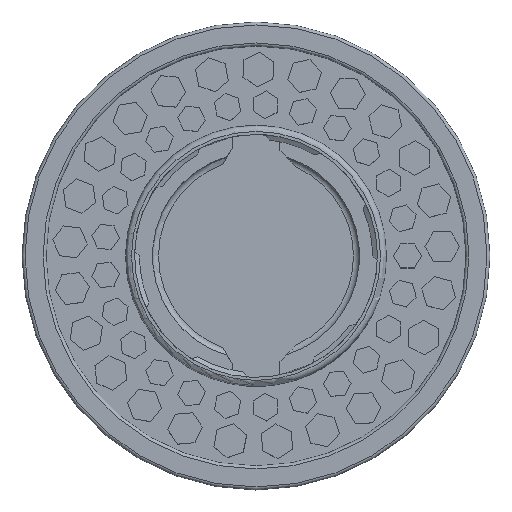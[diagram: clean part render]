
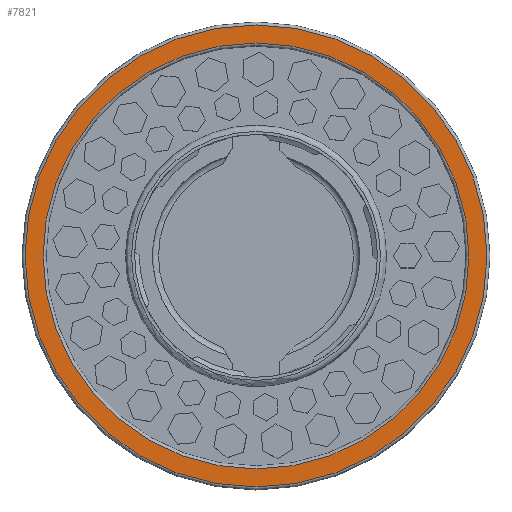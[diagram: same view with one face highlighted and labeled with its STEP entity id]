
A CAD part, top view. The second image highlights one B-rep face of the part: STEP entity #7821.
In plain terms, the highlighted planar face has unit normal (0, 0, 1).
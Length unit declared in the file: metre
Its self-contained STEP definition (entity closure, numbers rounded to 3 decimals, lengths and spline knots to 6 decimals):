
#35=CIRCLE('',#8262,0.077);
#36=CIRCLE('',#8263,0.071);
#4036=ORIENTED_EDGE('',*,*,#5232,.T.);
#4037=ORIENTED_EDGE('',*,*,#5233,.T.);
#5232=EDGE_CURVE('',#5993,#5993,#35,.T.);
#5233=EDGE_CURVE('',#5994,#5994,#36,.F.);
#5993=VERTEX_POINT('',#12591);
#5994=VERTEX_POINT('',#12593);
#6521=EDGE_LOOP('',(#4036));
#6522=EDGE_LOOP('',(#4037));
#7007=FACE_BOUND('',#6521,.T.);
#7008=FACE_BOUND('',#6522,.T.);
#7411=PLANE('',#8261);
#7821=ADVANCED_FACE('',(#7007,#7008),#7411,.T.);
#8261=AXIS2_PLACEMENT_3D('',#12589,#10015,#10016);
#8262=AXIS2_PLACEMENT_3D('',#12590,#10017,#10018);
#8263=AXIS2_PLACEMENT_3D('',#12592,#10019,#10020);
#10015=DIRECTION('',(0.,0.,1.));
#10016=DIRECTION('',(1.,0.,0.));
#10017=DIRECTION('',(0.,0.,1.));
#10018=DIRECTION('',(1.,0.,0.));
#10019=DIRECTION('',(0.,0.,1.));
#10020=DIRECTION('',(1.,0.,0.));
#12589=CARTESIAN_POINT('',(0.,0.,0.0095));
#12590=CARTESIAN_POINT('',(0.,0.,0.0095));
#12591=CARTESIAN_POINT('',(0.077,0.,0.0095));
#12592=CARTESIAN_POINT('',(0.,0.,0.0095));
#12593=CARTESIAN_POINT('',(0.071,0.,0.0095));
